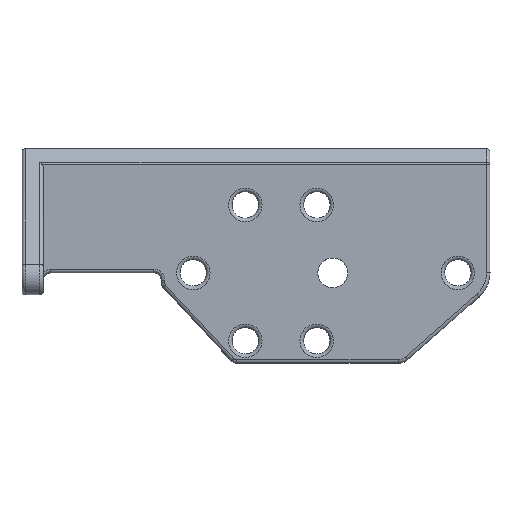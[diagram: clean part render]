
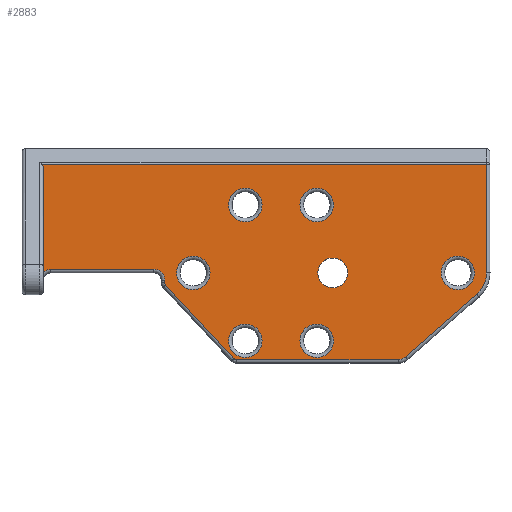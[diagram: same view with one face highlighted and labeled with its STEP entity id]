
A CAD part, top view. The second image highlights one B-rep face of the part: STEP entity #2883.
In plain terms, the highlighted planar face has unit normal (0, 0, 1).
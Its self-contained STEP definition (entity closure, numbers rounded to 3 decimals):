
#117=FACE_BOUND('',#720,.T.);
#118=FACE_BOUND('',#721,.T.);
#119=FACE_BOUND('',#722,.T.);
#120=FACE_BOUND('',#723,.T.);
#121=FACE_BOUND('',#724,.T.);
#122=FACE_BOUND('',#725,.T.);
#123=FACE_BOUND('',#726,.T.);
#145=ELLIPSE('',#3098,0.715,0.5);
#150=LINE('',#4650,#324);
#151=LINE('',#4654,#325);
#152=LINE('',#4658,#326);
#153=LINE('',#4662,#327);
#154=LINE('',#4666,#328);
#155=LINE('',#4670,#329);
#156=LINE('',#4672,#330);
#157=LINE('',#4675,#331);
#324=VECTOR('',#3560,10.);
#325=VECTOR('',#3563,10.);
#326=VECTOR('',#3566,10.);
#327=VECTOR('',#3569,10.);
#328=VECTOR('',#3572,10.);
#329=VECTOR('',#3575,10.);
#330=VECTOR('',#3576,10.);
#331=VECTOR('',#3579,10.);
#498=PLANE('',#3091);
#529=FACE_OUTER_BOUND('',#719,.T.);
#719=EDGE_LOOP('',(#1923,#1924,#1925,#1926,#1927,#1928,#1929,#1930,#1931,
#1932,#1933,#1934,#1935,#1936,#1937));
#720=EDGE_LOOP('',(#1938));
#721=EDGE_LOOP('',(#1939));
#722=EDGE_LOOP('',(#1940));
#723=EDGE_LOOP('',(#1941));
#724=EDGE_LOOP('',(#1942));
#725=EDGE_LOOP('',(#1943));
#726=EDGE_LOOP('',(#1944));
#936=CIRCLE('',#3087,2.35);
#940=CIRCLE('',#3092,1.5);
#941=CIRCLE('',#3093,1.5);
#942=CIRCLE('',#3094,0.5);
#943=CIRCLE('',#3095,0.5);
#944=CIRCLE('',#3096,1.5);
#945=CIRCLE('',#3097,4.);
#946=CIRCLE('',#3099,2.35);
#947=CIRCLE('',#3100,2.35);
#948=CIRCLE('',#3101,2.35);
#949=CIRCLE('',#3102,2.08);
#950=CIRCLE('',#3103,2.35);
#951=CIRCLE('',#3104,2.35);
#1204=VERTEX_POINT('',#4638);
#1207=VERTEX_POINT('',#4646);
#1208=VERTEX_POINT('',#4647);
#1209=VERTEX_POINT('',#4649);
#1210=VERTEX_POINT('',#4651);
#1211=VERTEX_POINT('',#4653);
#1212=VERTEX_POINT('',#4655);
#1213=VERTEX_POINT('',#4657);
#1214=VERTEX_POINT('',#4659);
#1215=VERTEX_POINT('',#4661);
#1216=VERTEX_POINT('',#4663);
#1217=VERTEX_POINT('',#4665);
#1218=VERTEX_POINT('',#4667);
#1219=VERTEX_POINT('',#4669);
#1220=VERTEX_POINT('',#4671);
#1221=VERTEX_POINT('',#4673);
#1222=VERTEX_POINT('',#4676);
#1223=VERTEX_POINT('',#4678);
#1224=VERTEX_POINT('',#4680);
#1225=VERTEX_POINT('',#4682);
#1226=VERTEX_POINT('',#4684);
#1227=VERTEX_POINT('',#4686);
#1467=EDGE_CURVE('',#1204,#1204,#936,.T.);
#1471=EDGE_CURVE('',#1207,#1208,#940,.T.);
#1472=EDGE_CURVE('',#1209,#1207,#150,.T.);
#1473=EDGE_CURVE('',#1210,#1209,#941,.T.);
#1474=EDGE_CURVE('',#1211,#1210,#151,.T.);
#1475=EDGE_CURVE('',#1212,#1211,#942,.T.);
#1476=EDGE_CURVE('',#1213,#1212,#152,.T.);
#1477=EDGE_CURVE('',#1214,#1213,#943,.T.);
#1478=EDGE_CURVE('',#1215,#1214,#153,.T.);
#1479=EDGE_CURVE('',#1216,#1215,#944,.T.);
#1480=EDGE_CURVE('',#1217,#1216,#154,.T.);
#1481=EDGE_CURVE('',#1218,#1217,#945,.T.);
#1482=EDGE_CURVE('',#1219,#1218,#155,.T.);
#1483=EDGE_CURVE('',#1220,#1219,#156,.T.);
#1484=EDGE_CURVE('',#1221,#1220,#145,.T.);
#1485=EDGE_CURVE('',#1208,#1221,#157,.T.);
#1486=EDGE_CURVE('',#1222,#1222,#946,.T.);
#1487=EDGE_CURVE('',#1223,#1223,#947,.T.);
#1488=EDGE_CURVE('',#1224,#1224,#948,.T.);
#1489=EDGE_CURVE('',#1225,#1225,#949,.T.);
#1490=EDGE_CURVE('',#1226,#1226,#950,.T.);
#1491=EDGE_CURVE('',#1227,#1227,#951,.T.);
#1923=ORIENTED_EDGE('',*,*,#1471,.F.);
#1924=ORIENTED_EDGE('',*,*,#1472,.F.);
#1925=ORIENTED_EDGE('',*,*,#1473,.F.);
#1926=ORIENTED_EDGE('',*,*,#1474,.F.);
#1927=ORIENTED_EDGE('',*,*,#1475,.F.);
#1928=ORIENTED_EDGE('',*,*,#1476,.F.);
#1929=ORIENTED_EDGE('',*,*,#1477,.F.);
#1930=ORIENTED_EDGE('',*,*,#1478,.F.);
#1931=ORIENTED_EDGE('',*,*,#1479,.F.);
#1932=ORIENTED_EDGE('',*,*,#1480,.F.);
#1933=ORIENTED_EDGE('',*,*,#1481,.F.);
#1934=ORIENTED_EDGE('',*,*,#1482,.F.);
#1935=ORIENTED_EDGE('',*,*,#1483,.F.);
#1936=ORIENTED_EDGE('',*,*,#1484,.F.);
#1937=ORIENTED_EDGE('',*,*,#1485,.F.);
#1938=ORIENTED_EDGE('',*,*,#1486,.F.);
#1939=ORIENTED_EDGE('',*,*,#1487,.F.);
#1940=ORIENTED_EDGE('',*,*,#1488,.F.);
#1941=ORIENTED_EDGE('',*,*,#1489,.T.);
#1942=ORIENTED_EDGE('',*,*,#1490,.F.);
#1943=ORIENTED_EDGE('',*,*,#1491,.F.);
#1944=ORIENTED_EDGE('',*,*,#1467,.F.);
#2883=ADVANCED_FACE('',(#529,#117,#118,#119,#120,#121,#122,#123),#498,.F.);
#3087=AXIS2_PLACEMENT_3D('',#4639,#3548,#3549);
#3091=AXIS2_PLACEMENT_3D('',#4645,#3556,#3557);
#3092=AXIS2_PLACEMENT_3D('',#4648,#3558,#3559);
#3093=AXIS2_PLACEMENT_3D('',#4652,#3561,#3562);
#3094=AXIS2_PLACEMENT_3D('',#4656,#3564,#3565);
#3095=AXIS2_PLACEMENT_3D('',#4660,#3567,#3568);
#3096=AXIS2_PLACEMENT_3D('',#4664,#3570,#3571);
#3097=AXIS2_PLACEMENT_3D('',#4668,#3573,#3574);
#3098=AXIS2_PLACEMENT_3D('',#4674,#3577,#3578);
#3099=AXIS2_PLACEMENT_3D('',#4677,#3580,#3581);
#3100=AXIS2_PLACEMENT_3D('',#4679,#3582,#3583);
#3101=AXIS2_PLACEMENT_3D('',#4681,#3584,#3585);
#3102=AXIS2_PLACEMENT_3D('',#4683,#3586,#3587);
#3103=AXIS2_PLACEMENT_3D('',#4685,#3588,#3589);
#3104=AXIS2_PLACEMENT_3D('',#4687,#3590,#3591);
#3548=DIRECTION('center_axis',(0.,0.,1.));
#3549=DIRECTION('ref_axis',(1.,0.,0.));
#3556=DIRECTION('center_axis',(0.,0.,-1.));
#3557=DIRECTION('ref_axis',(1.,0.,0.));
#3558=DIRECTION('center_axis',(0.,0.,1.));
#3559=DIRECTION('ref_axis',(-0.707,0.707,0.));
#3560=DIRECTION('',(-1.,0.,0.));
#3561=DIRECTION('center_axis',(0.,0.,1.));
#3562=DIRECTION('ref_axis',(0.707,0.707,0.));
#3563=DIRECTION('',(0.,1.,0.));
#3564=DIRECTION('center_axis',(0.,0.,-1.));
#3565=DIRECTION('ref_axis',(-0.931,-0.366,0.));
#3566=DIRECTION('',(-0.681,0.732,0.));
#3567=DIRECTION('center_axis',(0.,0.,-1.));
#3568=DIRECTION('ref_axis',(-0.399,-0.917,0.));
#3569=DIRECTION('',(-1.,0.,0.));
#3570=DIRECTION('center_axis',(0.,0.,-1.));
#3571=DIRECTION('ref_axis',(0.353,-0.936,0.));
#3572=DIRECTION('',(-0.751,-0.66,0.));
#3573=DIRECTION('center_axis',(0.,0.,-1.));
#3574=DIRECTION('ref_axis',(0.911,-0.412,0.));
#3575=DIRECTION('',(0.,-1.,0.));
#3576=DIRECTION('',(1.,0.,0.));
#3577=DIRECTION('center_axis',(0.,0.,1.));
#3578=DIRECTION('ref_axis',(0.,1.,0.));
#3579=DIRECTION('',(0.,1.,0.));
#3580=DIRECTION('center_axis',(0.,0.,1.));
#3581=DIRECTION('ref_axis',(1.,0.,0.));
#3582=DIRECTION('center_axis',(0.,0.,1.));
#3583=DIRECTION('ref_axis',(1.,0.,0.));
#3584=DIRECTION('center_axis',(0.,0.,1.));
#3585=DIRECTION('ref_axis',(1.,0.,0.));
#3586=DIRECTION('center_axis',(0.,0.,-1.));
#3587=DIRECTION('ref_axis',(1.,0.,0.));
#3588=DIRECTION('center_axis',(0.,0.,1.));
#3589=DIRECTION('ref_axis',(1.,0.,0.));
#3590=DIRECTION('center_axis',(0.,0.,1.));
#3591=DIRECTION('ref_axis',(1.,0.,0.));
#4638=CARTESIAN_POINT('',(57.932,-15.812,17.724));
#4639=CARTESIAN_POINT('Origin',(55.582,-15.812,17.724));
#4645=CARTESIAN_POINT('Origin',(37.082,-13.449,17.724));
#4646=CARTESIAN_POINT('',(-1.367,-15.312,17.724));
#4647=CARTESIAN_POINT('',(-2.367,-15.694,17.724));
#4648=CARTESIAN_POINT('Origin',(-1.367,-16.812,17.724));
#4649=CARTESIAN_POINT('',(13.082,-15.312,17.724));
#4650=CARTESIAN_POINT('',(25.582,-15.312,17.724));
#4651=CARTESIAN_POINT('',(14.582,-16.812,17.724));
#4652=CARTESIAN_POINT('Origin',(13.082,-16.812,17.724));
#4653=CARTESIAN_POINT('',(14.582,-17.188,17.724));
#4654=CARTESIAN_POINT('',(14.582,-15.515,17.724));
#4655=CARTESIAN_POINT('',(14.716,-17.528,17.724));
#4656=CARTESIAN_POINT('Origin',(15.082,-17.188,17.724));
#4657=CARTESIAN_POINT('',(24.269,-27.8,17.724));
#4658=CARTESIAN_POINT('',(23.663,-27.147,17.724));
#4659=CARTESIAN_POINT('',(24.636,-27.959,17.724));
#4660=CARTESIAN_POINT('Origin',(24.636,-27.459,17.724));
#4661=CARTESIAN_POINT('',(47.244,-27.959,17.724));
#4662=CARTESIAN_POINT('',(42.163,-27.959,17.724));
#4663=CARTESIAN_POINT('',(48.233,-27.586,17.724));
#4664=CARTESIAN_POINT('Origin',(47.244,-26.459,17.724));
#4665=CARTESIAN_POINT('',(58.221,-18.818,17.724));
#4666=CARTESIAN_POINT('',(53.583,-22.889,17.724));
#4667=CARTESIAN_POINT('',(59.582,-15.812,17.724));
#4668=CARTESIAN_POINT('Origin',(55.582,-15.812,17.724));
#4669=CARTESIAN_POINT('',(59.582,-0.685,17.724));
#4670=CARTESIAN_POINT('',(59.582,-5.944,17.724));
#4671=CARTESIAN_POINT('',(-2.517,-0.685,17.724));
#4672=CARTESIAN_POINT('',(17.357,-0.685,17.724));
#4673=CARTESIAN_POINT('',(-2.367,-1.195,17.724));
#4674=CARTESIAN_POINT('Origin',(-2.867,-1.195,17.724));
#4675=CARTESIAN_POINT('',(-2.367,-8.459,17.724));
#4676=CARTESIAN_POINT('',(38.207,-6.315,17.724));
#4677=CARTESIAN_POINT('Origin',(35.857,-6.315,17.724));
#4678=CARTESIAN_POINT('',(20.932,-15.812,17.724));
#4679=CARTESIAN_POINT('Origin',(18.582,-15.812,17.724));
#4680=CARTESIAN_POINT('',(38.207,-25.315,17.724));
#4681=CARTESIAN_POINT('Origin',(35.857,-25.315,17.724));
#4682=CARTESIAN_POINT('',(36.002,-15.815,17.724));
#4683=CARTESIAN_POINT('Origin',(38.082,-15.815,17.724));
#4684=CARTESIAN_POINT('',(28.207,-25.315,17.724));
#4685=CARTESIAN_POINT('Origin',(25.857,-25.315,17.724));
#4686=CARTESIAN_POINT('',(28.207,-6.315,17.724));
#4687=CARTESIAN_POINT('Origin',(25.857,-6.315,17.724));
